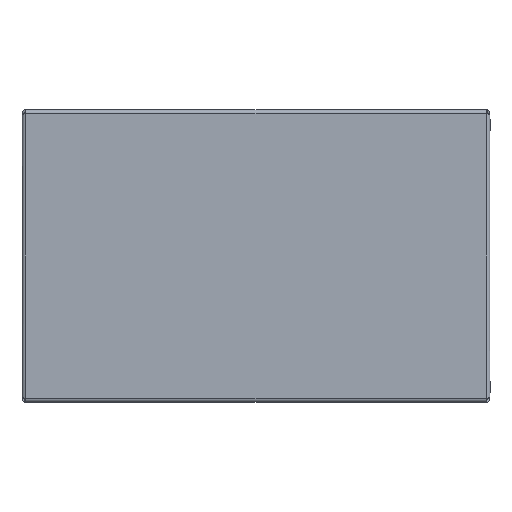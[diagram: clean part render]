
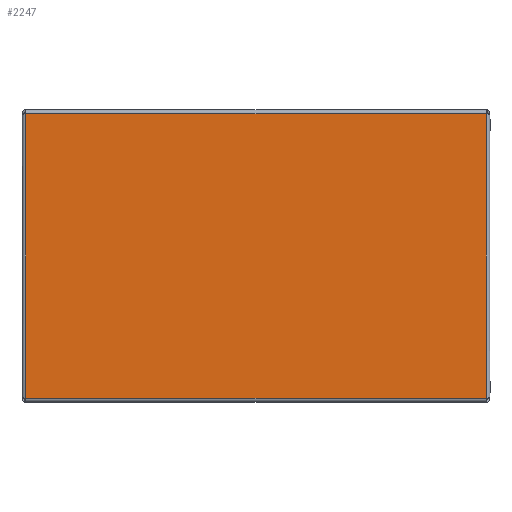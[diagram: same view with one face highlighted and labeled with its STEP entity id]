
A CAD part, front view. The second image highlights one B-rep face of the part: STEP entity #2247.
In plain terms, the highlighted planar face has unit normal (0, -1, 0).
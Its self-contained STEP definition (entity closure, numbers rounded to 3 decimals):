
#162=PLANE('',#2454);
#286=FACE_OUTER_BOUND('',#434,.T.);
#434=EDGE_LOOP('',(#2022,#2023,#2024,#2025));
#584=LINE('',#3419,#806);
#598=LINE('',#3528,#820);
#673=LINE('',#3948,#895);
#674=LINE('',#3949,#896);
#806=VECTOR('',#2774,10.);
#820=VECTOR('',#2802,10.);
#895=VECTOR('',#3039,10.);
#896=VECTOR('',#3040,10.);
#1098=VERTEX_POINT('',#3410);
#1099=VERTEX_POINT('',#3418);
#1110=VERTEX_POINT('',#3519);
#1111=VERTEX_POINT('',#3527);
#1326=EDGE_CURVE('',#1099,#1098,#584,.T.);
#1346=EDGE_CURVE('',#1111,#1110,#598,.T.);
#1462=EDGE_CURVE('',#1098,#1111,#673,.T.);
#1463=EDGE_CURVE('',#1110,#1099,#674,.T.);
#2022=ORIENTED_EDGE('',*,*,#1326,.T.);
#2023=ORIENTED_EDGE('',*,*,#1462,.T.);
#2024=ORIENTED_EDGE('',*,*,#1346,.T.);
#2025=ORIENTED_EDGE('',*,*,#1463,.T.);
#2247=ADVANCED_FACE('',(#286),#162,.F.);
#2454=AXIS2_PLACEMENT_3D('',#3947,#3037,#3038);
#2774=DIRECTION('',(0.,0.,-1.));
#2802=DIRECTION('',(0.,0.,1.));
#3037=DIRECTION('center_axis',(0.,1.,0.));
#3038=DIRECTION('ref_axis',(0.,0.,1.));
#3039=DIRECTION('',(1.,0.,0.));
#3040=DIRECTION('',(-1.,0.,0.));
#3410=CARTESIAN_POINT('',(-246.,0.,-153.));
#3418=CARTESIAN_POINT('',(-246.,0.,-2.));
#3419=CARTESIAN_POINT('',(-246.,0.,-39.75));
#3519=CARTESIAN_POINT('',(-2.,0.,-2.));
#3527=CARTESIAN_POINT('',(-2.,0.,-153.));
#3528=CARTESIAN_POINT('',(-2.,0.,-115.25));
#3947=CARTESIAN_POINT('Origin',(-124.,0.,-77.5));
#3948=CARTESIAN_POINT('',(-186.,0.,-153.));
#3949=CARTESIAN_POINT('',(-62.,0.,-2.));
